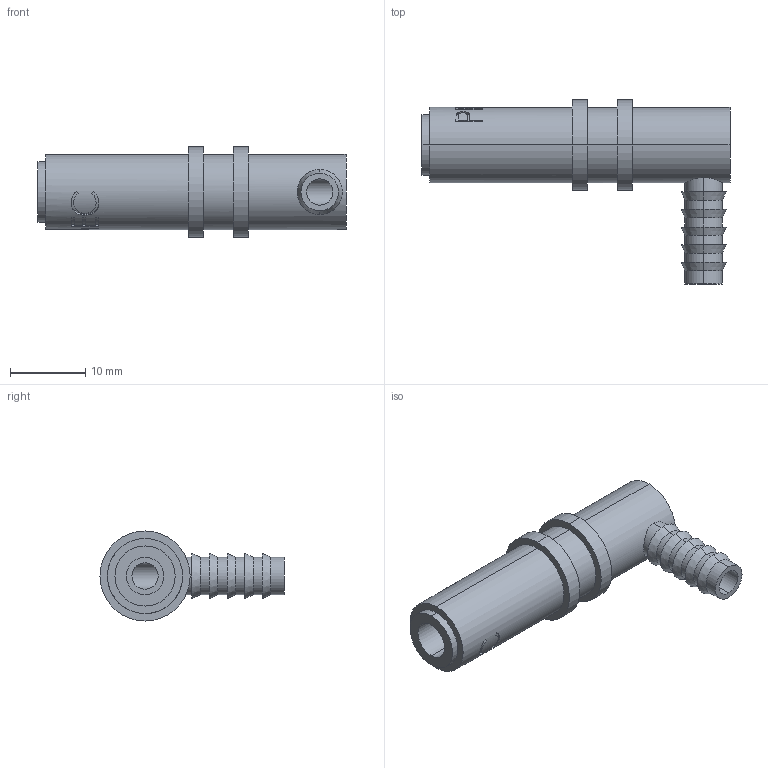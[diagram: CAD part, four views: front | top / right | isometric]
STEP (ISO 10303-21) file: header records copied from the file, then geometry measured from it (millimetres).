
FILE_DESCRIPTION (( 'STEP AP203' ), '1' );
FILE_NAME ('13b7.STEP', '2022-07-20T12:48:17', ( '' ), ( '' ), 'SwSTEP 2.0', 'SolidWorks 2019', '' );
FILE_SCHEMA (( 'CONFIG_CONTROL_DESIGN' ));
Length unit declared in the file: millimetre
Products named in the file (1): 13b7
Bounding box: 41 x 24.5 x 12 mm (x, y, z)
Volume: 2978.2 mm3; surface area: 2802.7 mm2
Topology: 3 solids, 3 shells, 137 faces, 333 edges, 218 vertices
Faces by surface type: plane 46, bspline 42, cylinder 39, cone 10
Entity records: 8907 total; most frequent: CARTESIAN_POINT 5908, ORIENTED_EDGE 666, DIRECTION 487, EDGE_CURVE 333, VERTEX_POINT 218, AXIS2_PLACEMENT_3D 200, EDGE_LOOP 159, B_SPLINE_CURVE_WITH_KNOTS 140
